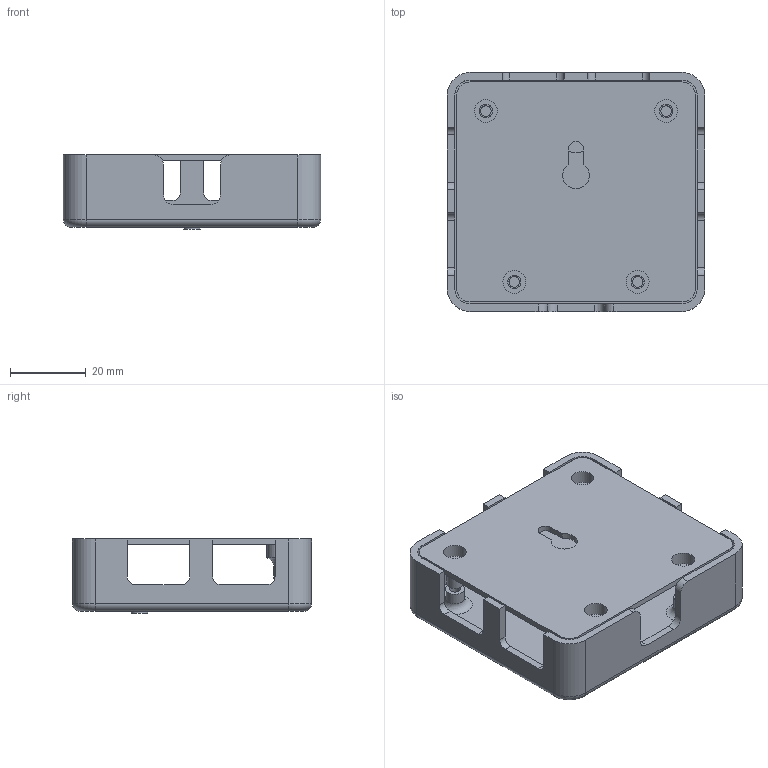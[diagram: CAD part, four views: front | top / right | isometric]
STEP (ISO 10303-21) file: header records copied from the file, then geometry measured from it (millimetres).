
FILE_DESCRIPTION(/* description */ (''),/* implementation_level */ '2;1');
FILE_NAME(/* name */ 'Controller case v4.step',/* time_stamp */ '2021-01-11T17:17:20+01:00',/* author */ (''),/* organization */ (''),/* preprocessor_version */ 'ST-DEVELOPER v18.1',/* originating_system */ 'Autodesk Translation Framework v9.7.1.1290',/* authorisation */ '');
FILE_SCHEMA (('AUTOMOTIVE_DESIGN { 1 0 10303 214 3 1 1 }'));
Length unit declared in the file: millimetre
Products named in the file (1): Controller case
Bounding box: 67.8 x 62.95 x 19.5 mm (x, y, z)
Volume: 20052.2 mm3; surface area: 23963.6 mm2
Topology: 3 solids, 3 shells, 138 faces, 337 edges, 222 vertices
Faces by surface type: plane 65, cylinder 61, torus 12
Full cylindrical faces by diameter (mm): 2.8 x4, 3.5 x4, 4.3 x4, 4.4 x1, 5 x5, 6 x4, 7 x1, 8 x4
Entity records: 4162 total; most frequent: DIRECTION 765, CARTESIAN_POINT 698, ORIENTED_EDGE 674, EDGE_CURVE 337, AXIS2_PLACEMENT_3D 289, VERTEX_POINT 222, LINE 187, VECTOR 187
